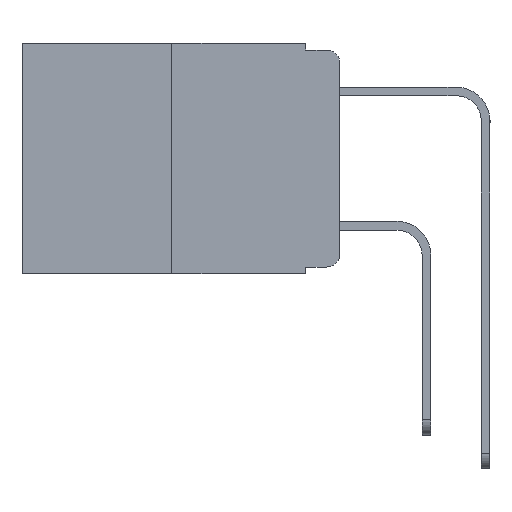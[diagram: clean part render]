
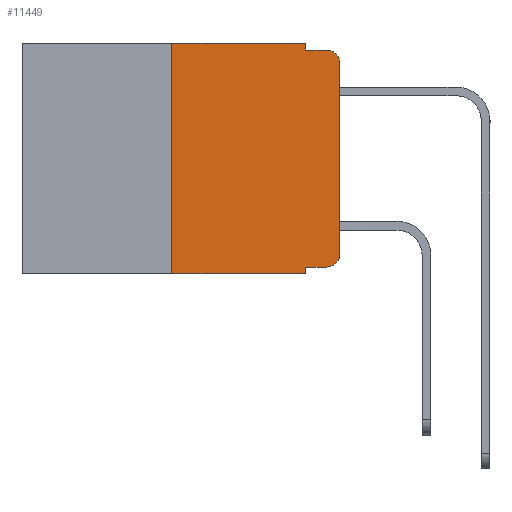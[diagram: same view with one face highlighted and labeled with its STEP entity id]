
A CAD part, left-side view. The second image highlights one B-rep face of the part: STEP entity #11449.
In plain terms, the highlighted planar face has unit normal (-1, 0, 0).
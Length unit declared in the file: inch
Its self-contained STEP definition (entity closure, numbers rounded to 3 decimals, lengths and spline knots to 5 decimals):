
#206 = CARTESIAN_POINT ( 'NONE',  ( 0., 0.02, -0.03 ) ) ;
#274 = DIRECTION ( 'NONE',  ( 0., 0., -1. ) ) ;
#314 = ORIENTED_EDGE ( 'NONE', *, *, #6246, .T. ) ;
#389 = LINE ( 'NONE', #6680, #16740 ) ;
#666 = DIRECTION ( 'NONE',  ( 0., 0., 1. ) ) ;
#679 = EDGE_CURVE ( 'NONE', #3616, #13373, #18228, .T. ) ;
#916 = VECTOR ( 'NONE', #1780, 39.37008 ) ;
#1615 = EDGE_CURVE ( 'NONE', #1821, #19082, #13056, .T. ) ;
#1780 = DIRECTION ( 'NONE',  ( 0., 0., -1. ) ) ;
#1807 = DIRECTION ( 'NONE',  ( 0., 0., -1. ) ) ;
#1821 = VERTEX_POINT ( 'NONE', #13952 ) ;
#2074 = EDGE_CURVE ( 'NONE', #2784, #3616, #4595, .T. ) ;
#2189 = LINE ( 'NONE', #5248, #5916 ) ;
#2784 = VERTEX_POINT ( 'NONE', #16578 ) ;
#3329 = ORIENTED_EDGE ( 'NONE', *, *, #679, .F. ) ;
#3491 = VERTEX_POINT ( 'NONE', #6405 ) ;
#3616 = VERTEX_POINT ( 'NONE', #6683 ) ;
#4020 = ORIENTED_EDGE ( 'NONE', *, *, #7784, .T. ) ;
#4090 = DIRECTION ( 'NONE',  ( -1., 0., 0. ) ) ;
#4209 = CARTESIAN_POINT ( 'NONE',  ( 0., 0., -0.03 ) ) ;
#4337 = VECTOR ( 'NONE', #4783, 39.37008 ) ;
#4428 = CARTESIAN_POINT ( 'NONE',  ( 0., 0., -0.313 ) ) ;
#4595 = LINE ( 'NONE', #8335, #5087 ) ;
#4783 = DIRECTION ( 'NONE',  ( 0., -1., 0. ) ) ;
#4951 = EDGE_CURVE ( 'NONE', #13866, #2784, #17114, .T. ) ;
#5087 = VECTOR ( 'NONE', #17760, 39.37008 ) ;
#5248 = CARTESIAN_POINT ( 'NONE',  ( 0., 0.051, 0. ) ) ;
#5768 = CARTESIAN_POINT ( 'NONE',  ( 0., 0.25, -0.343 ) ) ;
#5811 = ORIENTED_EDGE ( 'NONE', *, *, #14377, .T. ) ;
#5916 = VECTOR ( 'NONE', #13167, 39.37008 ) ;
#6246 = EDGE_CURVE ( 'NONE', #13866, #8402, #8663, .T. ) ;
#6405 = CARTESIAN_POINT ( 'NONE',  ( 0., 0.051, -0.333 ) ) ;
#6579 = EDGE_CURVE ( 'NONE', #3491, #8402, #2189, .T. ) ;
#6627 = ORIENTED_EDGE ( 'NONE', *, *, #9646, .T. ) ;
#6680 = CARTESIAN_POINT ( 'NONE',  ( 0., 0.051, -0.333 ) ) ;
#6683 = CARTESIAN_POINT ( 'NONE',  ( 0., 0.051, 0. ) ) ;
#6766 = VERTEX_POINT ( 'NONE', #4209 ) ;
#7700 = VECTOR ( 'NONE', #15525, 39.37008 ) ;
#7784 = EDGE_CURVE ( 'NONE', #3491, #1821, #389, .T. ) ;
#8074 = CIRCLE ( 'NONE', #17664, 0.02 ) ;
#8227 = CARTESIAN_POINT ( 'NONE',  ( 0., 0.473, 0. ) ) ;
#8335 = CARTESIAN_POINT ( 'NONE',  ( 0., 0.473, 0. ) ) ;
#8402 = VERTEX_POINT ( 'NONE', #16336 ) ;
#8478 = FACE_OUTER_BOUND ( 'NONE', #17167, .T. ) ;
#8557 = LINE ( 'NONE', #14306, #4337 ) ;
#8663 = LINE ( 'NONE', #18645, #7700 ) ;
#9531 = AXIS2_PLACEMENT_3D ( 'NONE', #8227, #9820, #274 ) ;
#9646 = EDGE_CURVE ( 'NONE', #6766, #11103, #8074, .T. ) ;
#9820 = DIRECTION ( 'NONE',  ( 1., 0., 0. ) ) ;
#10320 = CARTESIAN_POINT ( 'NONE',  ( 0., 0.25, 0. ) ) ;
#10691 = ORIENTED_EDGE ( 'NONE', *, *, #2074, .F. ) ;
#11103 = VERTEX_POINT ( 'NONE', #16834 ) ;
#11328 = DIRECTION ( 'NONE',  ( -1., 0., 0. ) ) ;
#11449 = ADVANCED_FACE ( 'NONE', ( #8478 ), #17572, .F. ) ;
#11710 = CARTESIAN_POINT ( 'NONE',  ( 0., 0., 0. ) ) ;
#12642 = ORIENTED_EDGE ( 'NONE', *, *, #4951, .F. ) ;
#13056 = CIRCLE ( 'NONE', #15220, 0.02 ) ;
#13167 = DIRECTION ( 'NONE',  ( 0., 0., -1. ) ) ;
#13373 = VERTEX_POINT ( 'NONE', #20287 ) ;
#13474 = ORIENTED_EDGE ( 'NONE', *, *, #6579, .F. ) ;
#13606 = CARTESIAN_POINT ( 'NONE',  ( 0., 0.02, -0.313 ) ) ;
#13866 = VERTEX_POINT ( 'NONE', #5768 ) ;
#13952 = CARTESIAN_POINT ( 'NONE',  ( 0., 0.02, -0.333 ) ) ;
#14306 = CARTESIAN_POINT ( 'NONE',  ( 0., 0.051, -0.01 ) ) ;
#14377 = EDGE_CURVE ( 'NONE', #19082, #6766, #15830, .T. ) ;
#15182 = DIRECTION ( 'NONE',  ( 0., 0., -1. ) ) ;
#15220 = AXIS2_PLACEMENT_3D ( 'NONE', #13606, #4090, #15182 ) ;
#15475 = ORIENTED_EDGE ( 'NONE', *, *, #17010, .F. ) ;
#15525 = DIRECTION ( 'NONE',  ( 0., -1., 0. ) ) ;
#15830 = LINE ( 'NONE', #11710, #20413 ) ;
#16336 = CARTESIAN_POINT ( 'NONE',  ( 0., 0.051, -0.343 ) ) ;
#16578 = CARTESIAN_POINT ( 'NONE',  ( 0., 0.25, 0. ) ) ;
#16642 = DIRECTION ( 'NONE',  ( 0., 0., 1. ) ) ;
#16740 = VECTOR ( 'NONE', #17711, 39.37008 ) ;
#16834 = CARTESIAN_POINT ( 'NONE',  ( 0., 0.02, -0.01 ) ) ;
#17010 = EDGE_CURVE ( 'NONE', #13373, #11103, #8557, .T. ) ;
#17114 = LINE ( 'NONE', #10320, #20253 ) ;
#17167 = EDGE_LOOP ( 'NONE', ( #5811, #6627, #15475, #3329, #10691, #12642, #314, #13474, #4020, #18113 ) ) ;
#17572 = PLANE ( 'NONE',  #9531 ) ;
#17664 = AXIS2_PLACEMENT_3D ( 'NONE', #206, #11328, #1807 ) ;
#17711 = DIRECTION ( 'NONE',  ( 0., -1., 0. ) ) ;
#17760 = DIRECTION ( 'NONE',  ( 0., -1., 0. ) ) ;
#18113 = ORIENTED_EDGE ( 'NONE', *, *, #1615, .T. ) ;
#18228 = LINE ( 'NONE', #19101, #916 ) ;
#18645 = CARTESIAN_POINT ( 'NONE',  ( 0., 0.473, -0.343 ) ) ;
#19082 = VERTEX_POINT ( 'NONE', #4428 ) ;
#19101 = CARTESIAN_POINT ( 'NONE',  ( 0., 0.051, 0. ) ) ;
#20253 = VECTOR ( 'NONE', #16642, 39.37008 ) ;
#20287 = CARTESIAN_POINT ( 'NONE',  ( 0., 0.051, -0.01 ) ) ;
#20413 = VECTOR ( 'NONE', #666, 39.37008 ) ;
